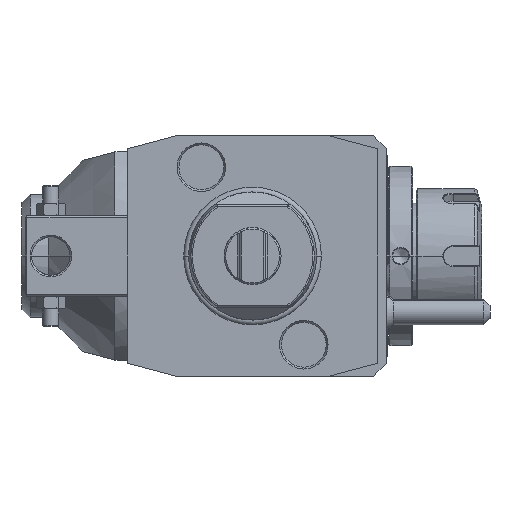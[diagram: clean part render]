
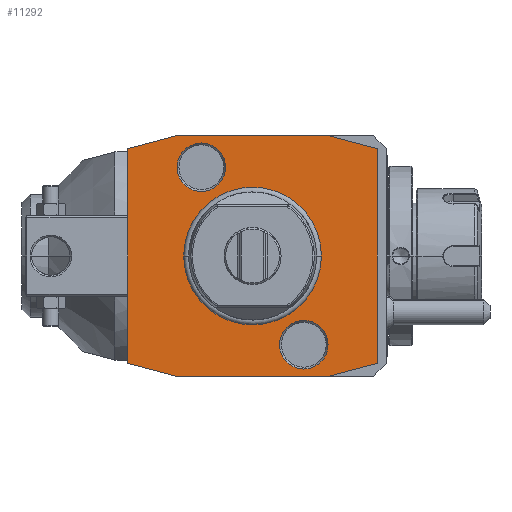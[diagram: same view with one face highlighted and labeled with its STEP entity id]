
A CAD part, front view. The second image highlights one B-rep face of the part: STEP entity #11292.
In plain terms, the highlighted planar face has unit normal (0, -1, 0).
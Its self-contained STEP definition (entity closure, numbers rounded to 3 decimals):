
#137=DIRECTION('',(0.966,0.,-0.259));
#138=VECTOR('',#137,15.529);
#139=CARTESIAN_POINT('',(-39.,0.,-33.481));
#140=LINE('',#139,#138);
#141=DIRECTION('',(0.,0.,-1.));
#142=VECTOR('',#141,66.962);
#143=CARTESIAN_POINT('',(-39.,0.,33.481));
#144=LINE('',#143,#142);
#145=DIRECTION('',(-0.966,0.,-0.259));
#146=VECTOR('',#145,15.529);
#147=CARTESIAN_POINT('',(-24.,0.,37.5));
#148=LINE('',#147,#146);
#149=DIRECTION('',(-1.,0.,0.));
#150=VECTOR('',#149,48.);
#151=CARTESIAN_POINT('',(24.,0.,37.5));
#152=LINE('',#151,#150);
#153=DIRECTION('',(-0.966,0.,0.259));
#154=VECTOR('',#153,15.529);
#155=CARTESIAN_POINT('',(39.,0.,33.481));
#156=LINE('',#155,#154);
#157=DIRECTION('',(0.,0.,1.));
#158=VECTOR('',#157,66.962);
#159=CARTESIAN_POINT('',(39.,0.,-33.481));
#160=LINE('',#159,#158);
#161=DIRECTION('',(0.966,0.,0.259));
#162=VECTOR('',#161,15.529);
#163=CARTESIAN_POINT('',(24.,0.,-37.5));
#164=LINE('',#163,#162);
#165=DIRECTION('',(1.,0.,0.));
#166=VECTOR('',#165,48.);
#167=CARTESIAN_POINT('',(-24.,0.,-37.5));
#168=LINE('',#167,#166);
#169=CARTESIAN_POINT('',(-16.,0.,27.713));
#170=DIRECTION('',(0.,1.,0.));
#171=DIRECTION('',(1.,0.,0.));
#172=AXIS2_PLACEMENT_3D('',#169,#170,#171);
#174=CARTESIAN_POINT('',(-16.,0.,27.713));
#175=DIRECTION('',(0.,1.,0.));
#176=DIRECTION('',(-1.,0.,0.));
#177=AXIS2_PLACEMENT_3D('',#174,#175,#176);
#179=CARTESIAN_POINT('',(16.,0.,-27.713));
#180=DIRECTION('',(0.,1.,0.));
#181=DIRECTION('',(1.,0.,0.));
#182=AXIS2_PLACEMENT_3D('',#179,#180,#181);
#184=CARTESIAN_POINT('',(16.,0.,-27.713));
#185=DIRECTION('',(0.,1.,0.));
#186=DIRECTION('',(-1.,0.,0.));
#187=AXIS2_PLACEMENT_3D('',#184,#185,#186);
#4913=CARTESIAN_POINT('',(0.,0.,0.));
#4914=DIRECTION('',(0.,-1.,0.));
#4915=DIRECTION('',(1.,0.,0.));
#4916=AXIS2_PLACEMENT_3D('',#4913,#4914,#4915);
#4918=CARTESIAN_POINT('',(0.,0.,0.));
#4919=DIRECTION('',(0.,-1.,0.));
#4920=DIRECTION('',(-1.,0.,0.));
#4921=AXIS2_PLACEMENT_3D('',#4918,#4919,#4920);
#10005=CARTESIAN_POINT('',(-8.423,0.,
27.713));
#10006=CARTESIAN_POINT('',(-23.577,0.,
27.713));
#10007=VERTEX_POINT('',#10005);
#10008=VERTEX_POINT('',#10006);
#10137=CARTESIAN_POINT('',(23.577,0.,
-27.713));
#10138=CARTESIAN_POINT('',(8.423,0.,
-27.713));
#10139=VERTEX_POINT('',#10137);
#10140=VERTEX_POINT('',#10138);
#10924=CARTESIAN_POINT('',(-39.,0.,-33.481));
#10925=CARTESIAN_POINT('',(-24.,0.,-37.5));
#10926=VERTEX_POINT('',#10924);
#10927=VERTEX_POINT('',#10925);
#10928=CARTESIAN_POINT('',(24.,0.,-37.5));
#10929=VERTEX_POINT('',#10928);
#10930=CARTESIAN_POINT('',(39.,0.,-33.481));
#10931=VERTEX_POINT('',#10930);
#10932=CARTESIAN_POINT('',(39.,0.,33.481));
#10933=VERTEX_POINT('',#10932);
#10934=CARTESIAN_POINT('',(24.,0.,37.5));
#10935=VERTEX_POINT('',#10934);
#10936=CARTESIAN_POINT('',(-24.,0.,37.5));
#10937=VERTEX_POINT('',#10936);
#10938=CARTESIAN_POINT('',(-39.,0.,33.481));
#10939=VERTEX_POINT('',#10938);
#10975=CARTESIAN_POINT('',(21.137,0.,0.));
#10976=CARTESIAN_POINT('',(-21.137,0.,0.));
#10977=VERTEX_POINT('',#10975);
#10978=VERTEX_POINT('',#10976);
#11253=CARTESIAN_POINT('',(0.,0.,0.));
#11254=DIRECTION('',(0.,-1.,0.));
#11255=DIRECTION('',(-1.,0.,0.));
#11256=AXIS2_PLACEMENT_3D('',#11253,#11254,#11255);
#11257=PLANE('',#11256);
#11258=ORIENTED_EDGE('',*,*,#11240,.F.);
#11259=ORIENTED_EDGE('',*,*,#11189,.F.);
#11261=ORIENTED_EDGE('',*,*,#11260,.F.);
#11263=ORIENTED_EDGE('',*,*,#11262,.F.);
#11265=ORIENTED_EDGE('',*,*,#11264,.F.);
#11267=ORIENTED_EDGE('',*,*,#11266,.F.);
#11269=ORIENTED_EDGE('',*,*,#11268,.F.);
#11271=ORIENTED_EDGE('',*,*,#11270,.F.);
#11272=EDGE_LOOP('',(#11258,#11259,#11261,#11263,#11265,#11267,#11269,#11271));
#11273=FACE_OUTER_BOUND('',#11272,.F.);
#11275=ORIENTED_EDGE('',*,*,#11274,.T.);
#11277=ORIENTED_EDGE('',*,*,#11276,.T.);
#11278=EDGE_LOOP('',(#11275,#11277));
#11279=FACE_BOUND('',#11278,.F.);
#11281=ORIENTED_EDGE('',*,*,#11280,.F.);
#11283=ORIENTED_EDGE('',*,*,#11282,.F.);
#11284=EDGE_LOOP('',(#11281,#11283));
#11285=FACE_BOUND('',#11284,.F.);
#11287=ORIENTED_EDGE('',*,*,#11286,.F.);
#11289=ORIENTED_EDGE('',*,*,#11288,.F.);
#11290=EDGE_LOOP('',(#11287,#11289));
#11291=FACE_BOUND('',#11290,.F.);
#173=CIRCLE('',#172,7.577);
#178=CIRCLE('',#177,7.577);
#183=CIRCLE('',#182,7.577);
#188=CIRCLE('',#187,7.577);
#4917=CIRCLE('',#4916,21.137);
#4922=CIRCLE('',#4921,21.137);
#11189=EDGE_CURVE('',#10939,#10926,#144,.T.);
#11240=EDGE_CURVE('',#10926,#10927,#140,.T.);
#11260=EDGE_CURVE('',#10937,#10939,#148,.T.);
#11262=EDGE_CURVE('',#10935,#10937,#152,.T.);
#11264=EDGE_CURVE('',#10933,#10935,#156,.T.);
#11266=EDGE_CURVE('',#10931,#10933,#160,.T.);
#11268=EDGE_CURVE('',#10929,#10931,#164,.T.);
#11270=EDGE_CURVE('',#10927,#10929,#168,.T.);
#11274=EDGE_CURVE('',#10977,#10978,#4917,.T.);
#11276=EDGE_CURVE('',#10978,#10977,#4922,.T.);
#11280=EDGE_CURVE('',#10007,#10008,#173,.T.);
#11282=EDGE_CURVE('',#10008,#10007,#178,.T.);
#11286=EDGE_CURVE('',#10139,#10140,#183,.T.);
#11288=EDGE_CURVE('',#10140,#10139,#188,.T.);
#11292=ADVANCED_FACE('',(#11273,#11279,#11285,#11291),#11257,.T.);
